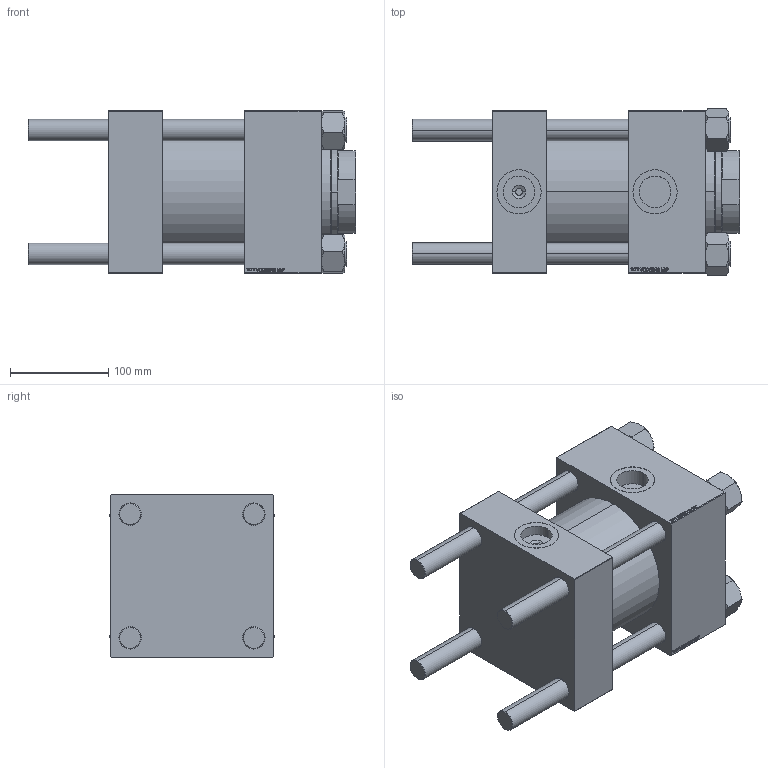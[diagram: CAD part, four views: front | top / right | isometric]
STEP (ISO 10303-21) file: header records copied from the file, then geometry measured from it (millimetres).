
FILE_DESCRIPTION (( 'STEP AP203' ), '1' );
FILE_NAME ('0f9b.STEP', '2022-04-15T08:35:09', ( '' ), ( '' ), 'SwSTEP 2.0', 'SolidWorks 2019', '' );
FILE_SCHEMA (( 'CONFIG_CONTROL_DESIGN' ));
Length unit declared in the file: millimetre
Products named in the file (6): V215CR_BODY_A 6a3c5d2cdfb20046d65551c804175a22; 0f9b; CR025_012_A_0_G_A_G_M_020_+#_##_TYCINKA 6a3c5d2cdfb20046d65551c804175a22; NUT_M5 6a3c5d2cdfb20046d65551c804175a22; V215_VC_A 6a3c5d2cdfb20046d65551c804175a22; V215CR_VCP 6a3c5d2cdfb20046d65551c804175a22
Assembly tree (11 placements, depth 2):
  0f9b
    V215CR_BODY_A 6a3c5d2cdfb20046d65551c804175a22
    CR025_012_A_0_G_A_G_M_020_+#_##_TYCINKA 6a3c5d2cdfb20046d65551c804175a22  x4
    NUT_M5 6a3c5d2cdfb20046d65551c804175a22  x4
    V215CR_VCP 6a3c5d2cdfb20046d65551c804175a22
    V215_VC_A 6a3c5d2cdfb20046d65551c804175a22
Bounding box: 333 x 168.94 x 165.27 mm (x, y, z)
Volume: 4883754.8 mm3; surface area: 570456.2 mm2
Topology: 11 solids, 11 shells, 1188 faces, 3018 edges, 1967 vertices
Faces by surface type: plane 570, bspline 392, cone 136, cylinder 82, torus 8
Entity records: 50478 total; most frequent: CARTESIAN_POINT 27134, ORIENTED_EDGE 5300, DIRECTION 3346, EDGE_CURVE 2650, VERTEX_POINT 1745, VECTOR 1608, LINE 1608, EDGE_LOOP 1163
